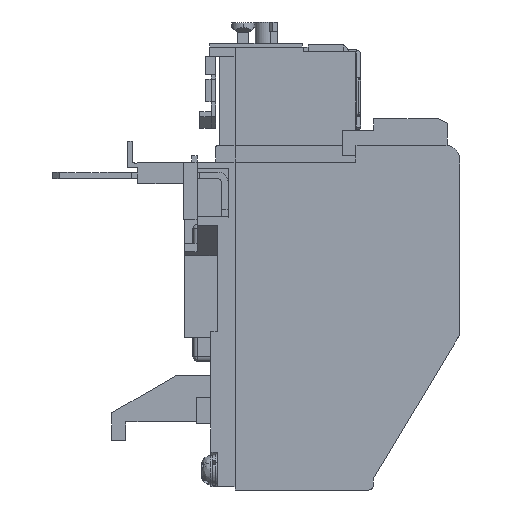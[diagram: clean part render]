
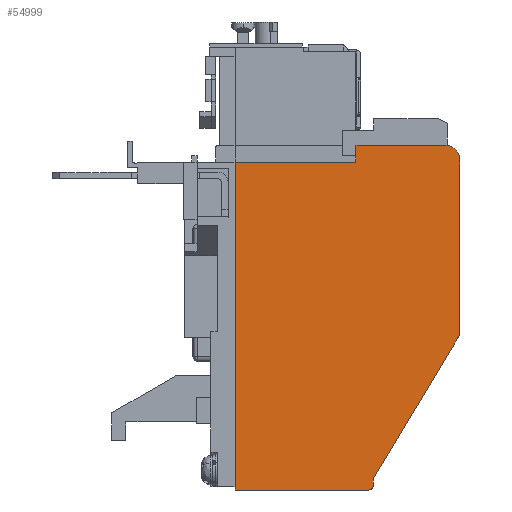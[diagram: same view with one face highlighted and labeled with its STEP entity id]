
A CAD part, left-side view. The second image highlights one B-rep face of the part: STEP entity #54999.
In plain terms, the highlighted planar face has unit normal (-1, 0, 0).
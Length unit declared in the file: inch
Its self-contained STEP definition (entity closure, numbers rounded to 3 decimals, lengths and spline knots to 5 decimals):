
#577 = VECTOR ( 'NONE', #16466, 39.37008 ) ;
#1196 = VERTEX_POINT ( 'NONE', #22477 ) ;
#1329 = EDGE_CURVE ( 'NONE', #50414, #11573, #6381, .T. ) ;
#1960 = DIRECTION ( 'NONE',  ( 0., 0., 1. ) ) ;
#2365 = CARTESIAN_POINT ( 'NONE',  ( -1.33858, -1.15354, -0.08633 ) ) ;
#3621 = VERTEX_POINT ( 'NONE', #2365 ) ;
#4225 = CARTESIAN_POINT ( 'NONE',  ( -1.33858, -1.04331, 2.768 ) ) ;
#6381 = LINE ( 'NONE', #4225, #26148 ) ;
#8009 = CARTESIAN_POINT ( 'NONE',  ( -1.33858, -1.93701, 2.768 ) ) ;
#10219 = VERTEX_POINT ( 'NONE', #99787 ) ;
#11221 = EDGE_CURVE ( 'NONE', #84849, #50414, #69203, .T. ) ;
#11300 = VERTEX_POINT ( 'NONE', #33606 ) ;
#11573 = VERTEX_POINT ( 'NONE', #13605 ) ;
#12085 = ORIENTED_EDGE ( 'NONE', *, *, #1329, .F. ) ;
#12181 = CARTESIAN_POINT ( 'NONE',  ( -1.33858, 0., 2.74044 ) ) ;
#13219 = CARTESIAN_POINT ( 'NONE',  ( -1.33858, -1.8189, -0.08633 ) ) ;
#13605 = CARTESIAN_POINT ( 'NONE',  ( -1.33858, -1.04331, 2.88611 ) ) ;
#15585 = VECTOR ( 'NONE', #94382, 39.37008 ) ;
#16466 = DIRECTION ( 'NONE',  ( 0., 0., -1. ) ) ;
#19076 = VECTOR ( 'NONE', #108631, 39.37008 ) ;
#20557 = ORIENTED_EDGE ( 'NONE', *, *, #61270, .F. ) ;
#21439 = PLANE ( 'NONE',  #85234 ) ;
#21702 = DIRECTION ( 'NONE',  ( 0., 1., 0. ) ) ;
#21761 = DIRECTION ( 'NONE',  ( 1., 0., 0. ) ) ;
#21789 = CARTESIAN_POINT ( 'NONE',  ( -1.33858, -1.8189, 2.768 ) ) ;
#21955 = DIRECTION ( 'NONE',  ( 0., 0.515, -0.857 ) ) ;
#22477 = CARTESIAN_POINT ( 'NONE',  ( -1.33858, -1.93701, 1.25048 ) ) ;
#23355 = CIRCLE ( 'NONE', #29937, 0.11811 ) ;
#23869 = VECTOR ( 'NONE', #21702, 39.37008 ) ;
#24564 = CIRCLE ( 'NONE', #94261, 0.03937 ) ;
#25974 = VERTEX_POINT ( 'NONE', #62570 ) ;
#26148 = VECTOR ( 'NONE', #105150, 39.37008 ) ;
#29586 = FACE_OUTER_BOUND ( 'NONE', #93360, .T. ) ;
#29937 = AXIS2_PLACEMENT_3D ( 'NONE', #91713, #41301, #100229 ) ;
#30279 = DIRECTION ( 'NONE',  ( 0., 0., -1. ) ) ;
#32898 = DIRECTION ( 'NONE',  ( 0., -1., 0. ) ) ;
#33282 = EDGE_CURVE ( 'NONE', #11300, #3621, #24564, .T. ) ;
#33606 = CARTESIAN_POINT ( 'NONE',  ( -1.33858, -1.19291, -0.04696 ) ) ;
#38555 = ORIENTED_EDGE ( 'NONE', *, *, #33282, .F. ) ;
#41301 = DIRECTION ( 'NONE',  ( 1., 0., 0. ) ) ;
#47948 = LINE ( 'NONE', #8009, #577 ) ;
#48573 = EDGE_CURVE ( 'NONE', #108710, #1196, #47948, .T. ) ;
#49772 = CARTESIAN_POINT ( 'NONE',  ( -1.33858, -1.04331, 2.74044 ) ) ;
#50414 = VERTEX_POINT ( 'NONE', #100289 ) ;
#53467 = ORIENTED_EDGE ( 'NONE', *, *, #77113, .F. ) ;
#54081 = CARTESIAN_POINT ( 'NONE',  ( -1.33858, 0., -0.08633 ) ) ;
#54999 = ADVANCED_FACE ( 'NONE', ( #29586 ), #21439, .F. ) ;
#61270 = EDGE_CURVE ( 'NONE', #10219, #11300, #106089, .T. ) ;
#62570 = CARTESIAN_POINT ( 'NONE',  ( -1.33858, -1.8189, 2.88611 ) ) ;
#64892 = ORIENTED_EDGE ( 'NONE', *, *, #48573, .F. ) ;
#65773 = ORIENTED_EDGE ( 'NONE', *, *, #92585, .F. ) ;
#66436 = VERTEX_POINT ( 'NONE', #54081 ) ;
#68609 = LINE ( 'NONE', #13219, #23869 ) ;
#69020 = VECTOR ( 'NONE', #1960, 39.37008 ) ;
#69203 = LINE ( 'NONE', #49772, #108813 ) ;
#71109 = EDGE_CURVE ( 'NONE', #3621, #66436, #68609, .T. ) ;
#71668 = LINE ( 'NONE', #102820, #69020 ) ;
#72136 = CARTESIAN_POINT ( 'NONE',  ( -1.33858, -1.15354, -0.04696 ) ) ;
#72306 = CARTESIAN_POINT ( 'NONE',  ( -1.33858, -1.93701, 2.768 ) ) ;
#75073 = CARTESIAN_POINT ( 'NONE',  ( -1.33858, -1.19291, 0.0121 ) ) ;
#75686 = ORIENTED_EDGE ( 'NONE', *, *, #71109, .F. ) ;
#77113 = EDGE_CURVE ( 'NONE', #25974, #108710, #23355, .T. ) ;
#79876 = ORIENTED_EDGE ( 'NONE', *, *, #88836, .F. ) ;
#80567 = DIRECTION ( 'NONE',  ( 0., 0., -1. ) ) ;
#80597 = DIRECTION ( 'NONE',  ( 1., 0., 0. ) ) ;
#82708 = LINE ( 'NONE', #85856, #15585 ) ;
#84033 = LINE ( 'NONE', #105570, #103840 ) ;
#84849 = VERTEX_POINT ( 'NONE', #12181 ) ;
#85234 = AXIS2_PLACEMENT_3D ( 'NONE', #21789, #80597, #30279 ) ;
#85856 = CARTESIAN_POINT ( 'NONE',  ( -1.33858, 0., 2.88611 ) ) ;
#88836 = EDGE_CURVE ( 'NONE', #11573, #25974, #82708, .T. ) ;
#91713 = CARTESIAN_POINT ( 'NONE',  ( -1.33858, -1.8189, 2.768 ) ) ;
#92133 = ORIENTED_EDGE ( 'NONE', *, *, #109327, .F. ) ;
#92585 = EDGE_CURVE ( 'NONE', #66436, #84849, #71668, .T. ) ;
#93360 = EDGE_LOOP ( 'NONE', ( #107184, #65773, #75686, #38555, #20557, #92133, #64892, #53467, #79876, #12085 ) ) ;
#94261 = AXIS2_PLACEMENT_3D ( 'NONE', #72136, #21761, #80567 ) ;
#94382 = DIRECTION ( 'NONE',  ( 0., -1., 0. ) ) ;
#99787 = CARTESIAN_POINT ( 'NONE',  ( -1.33858, -1.19291, 0.0121 ) ) ;
#100229 = DIRECTION ( 'NONE',  ( 0., 0., -1. ) ) ;
#100289 = CARTESIAN_POINT ( 'NONE',  ( -1.33858, -1.04331, 2.74044 ) ) ;
#102820 = CARTESIAN_POINT ( 'NONE',  ( -1.33858, 0., 2.88611 ) ) ;
#103840 = VECTOR ( 'NONE', #21955, 39.37008 ) ;
#105150 = DIRECTION ( 'NONE',  ( 0., 0., 1. ) ) ;
#105570 = CARTESIAN_POINT ( 'NONE',  ( -1.33858, -1.93701, 1.25048 ) ) ;
#106089 = LINE ( 'NONE', #75073, #19076 ) ;
#107184 = ORIENTED_EDGE ( 'NONE', *, *, #11221, .F. ) ;
#108631 = DIRECTION ( 'NONE',  ( 0., 0., -1. ) ) ;
#108710 = VERTEX_POINT ( 'NONE', #72306 ) ;
#108813 = VECTOR ( 'NONE', #32898, 39.37008 ) ;
#109327 = EDGE_CURVE ( 'NONE', #1196, #10219, #84033, .T. ) ;
